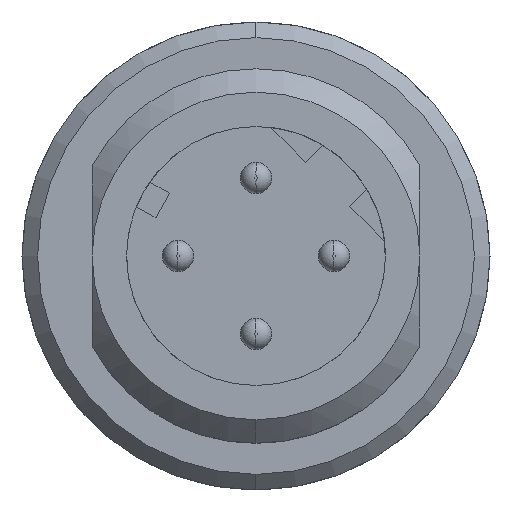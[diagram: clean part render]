
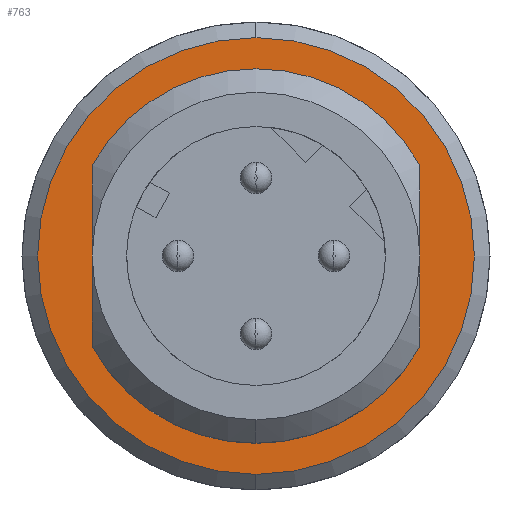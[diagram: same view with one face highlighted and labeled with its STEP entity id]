
A CAD part, left-side view. The second image highlights one B-rep face of the part: STEP entity #763.
In plain terms, the highlighted planar face has unit normal (-1, 0, 0).
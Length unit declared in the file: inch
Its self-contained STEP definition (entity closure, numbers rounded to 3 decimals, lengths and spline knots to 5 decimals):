
#3 = DIRECTION ( 'NONE',  ( 0., 0., -1. ) ) ;
#242 = VERTEX_POINT ( 'NONE', #3156 ) ;
#291 = ORIENTED_EDGE ( 'NONE', *, *, #1807, .T. ) ;
#317 = CARTESIAN_POINT ( 'NONE',  ( -0.30315, -0.20669, -0.11436 ) ) ;
#461 = EDGE_CURVE ( 'NONE', #1517, #3064, #472, .T. ) ;
#472 = CIRCLE ( 'NONE', #2324, 0.27559 ) ;
#517 = CARTESIAN_POINT ( 'NONE',  ( -0.30315, 0.20669, -0.11436 ) ) ;
#545 = AXIS2_PLACEMENT_3D ( 'NONE', #3184, #1590, #3 ) ;
#684 = DIRECTION ( 'NONE',  ( 1., 0., 0. ) ) ;
#721 = CARTESIAN_POINT ( 'NONE',  ( -0.30315, 0.20669, 0.11436 ) ) ;
#763 = ADVANCED_FACE ( 'NONE', ( #1424, #2212 ), #2911, .T. ) ;
#771 = ORIENTED_EDGE ( 'NONE', *, *, #2910, .T. ) ;
#800 = CARTESIAN_POINT ( 'NONE',  ( -0.30315, 0.25591, 0. ) ) ;
#875 = CARTESIAN_POINT ( 'NONE',  ( -0.30315, -0.20669, 0.11436 ) ) ;
#883 = VERTEX_POINT ( 'NONE', #317 ) ;
#890 = DIRECTION ( 'NONE',  ( 1., 0., 0. ) ) ;
#897 = CARTESIAN_POINT ( 'NONE',  ( -0.30315, 0., 0. ) ) ;
#946 = CARTESIAN_POINT ( 'NONE',  ( -0.30315, 0., 0.27559 ) ) ;
#1163 = DIRECTION ( 'NONE',  ( 0., 0., 1. ) ) ;
#1164 = CIRCLE ( 'NONE', #1190, 0.23622 ) ;
#1165 = AXIS2_PLACEMENT_3D ( 'NONE', #1386, #3240, #1663 ) ;
#1190 = AXIS2_PLACEMENT_3D ( 'NONE', #897, #2750, #1163 ) ;
#1198 = VECTOR ( 'NONE', #2135, 39.37008 ) ;
#1268 = CARTESIAN_POINT ( 'NONE',  ( -0.30315, 0., -0.27559 ) ) ;
#1323 = CIRCLE ( 'NONE', #2587, 0.23622 ) ;
#1386 = CARTESIAN_POINT ( 'NONE',  ( -0.30315, 0., 0. ) ) ;
#1417 = ORIENTED_EDGE ( 'NONE', *, *, #2717, .T. ) ;
#1424 = FACE_BOUND ( 'NONE', #2099, .T. ) ;
#1506 = CARTESIAN_POINT ( 'NONE',  ( -0.30315, -0.20669, 0. ) ) ;
#1510 = CARTESIAN_POINT ( 'NONE',  ( -0.30315, 0.20669, 0. ) ) ;
#1517 = VERTEX_POINT ( 'NONE', #946 ) ;
#1589 = EDGE_CURVE ( 'NONE', #2384, #1822, #1910, .T. ) ;
#1590 = DIRECTION ( 'NONE',  ( 1., 0., 0. ) ) ;
#1604 = DIRECTION ( 'NONE',  ( 0., 0., 1. ) ) ;
#1663 = DIRECTION ( 'NONE',  ( 0., 0., 1. ) ) ;
#1749 = CIRCLE ( 'NONE', #1165, 0.23622 ) ;
#1791 = CIRCLE ( 'NONE', #545, 0.27559 ) ;
#1807 = EDGE_CURVE ( 'NONE', #3235, #883, #2906, .T. ) ;
#1822 = VERTEX_POINT ( 'NONE', #721 ) ;
#1900 = ORIENTED_EDGE ( 'NONE', *, *, #2111, .T. ) ;
#1910 = LINE ( 'NONE', #1510, #1198 ) ;
#1946 = EDGE_CURVE ( 'NONE', #3064, #1517, #1791, .T. ) ;
#2099 = EDGE_LOOP ( 'NONE', ( #1417, #2974, #1900, #771, #291 ) ) ;
#2111 = EDGE_CURVE ( 'NONE', #1822, #242, #1164, .T. ) ;
#2135 = DIRECTION ( 'NONE',  ( 0., 0., 1. ) ) ;
#2212 = FACE_OUTER_BOUND ( 'NONE', #2426, .T. ) ;
#2277 = CARTESIAN_POINT ( 'NONE',  ( -0.30315, 0., 0. ) ) ;
#2324 = AXIS2_PLACEMENT_3D ( 'NONE', #2489, #890, #2744 ) ;
#2384 = VERTEX_POINT ( 'NONE', #517 ) ;
#2426 = EDGE_LOOP ( 'NONE', ( #3163, #2470 ) ) ;
#2470 = ORIENTED_EDGE ( 'NONE', *, *, #461, .F. ) ;
#2489 = CARTESIAN_POINT ( 'NONE',  ( -0.30315, 0., 0. ) ) ;
#2550 = DIRECTION ( 'NONE',  ( 0., 0., 1. ) ) ;
#2587 = AXIS2_PLACEMENT_3D ( 'NONE', #2277, #684, #2550 ) ;
#2717 = EDGE_CURVE ( 'NONE', #883, #2384, #1749, .T. ) ;
#2728 = VECTOR ( 'NONE', #3360, 39.37008 ) ;
#2744 = DIRECTION ( 'NONE',  ( 0., 0., -1. ) ) ;
#2750 = DIRECTION ( 'NONE',  ( 1., 0., 0. ) ) ;
#2906 = LINE ( 'NONE', #1506, #2728 ) ;
#2909 = AXIS2_PLACEMENT_3D ( 'NONE', #800, #3195, #1604 ) ;
#2910 = EDGE_CURVE ( 'NONE', #242, #3235, #1323, .T. ) ;
#2911 = PLANE ( 'NONE',  #2909 ) ;
#2974 = ORIENTED_EDGE ( 'NONE', *, *, #1589, .T. ) ;
#3064 = VERTEX_POINT ( 'NONE', #1268 ) ;
#3156 = CARTESIAN_POINT ( 'NONE',  ( -0.30315, 0., 0.23622 ) ) ;
#3163 = ORIENTED_EDGE ( 'NONE', *, *, #1946, .F. ) ;
#3184 = CARTESIAN_POINT ( 'NONE',  ( -0.30315, 0., 0. ) ) ;
#3195 = DIRECTION ( 'NONE',  ( -1., 0., 0. ) ) ;
#3235 = VERTEX_POINT ( 'NONE', #875 ) ;
#3240 = DIRECTION ( 'NONE',  ( 1., 0., 0. ) ) ;
#3360 = DIRECTION ( 'NONE',  ( 0., 0., -1. ) ) ;
